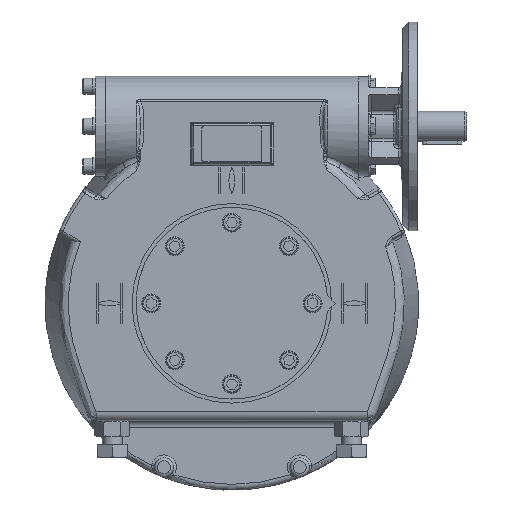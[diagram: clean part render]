
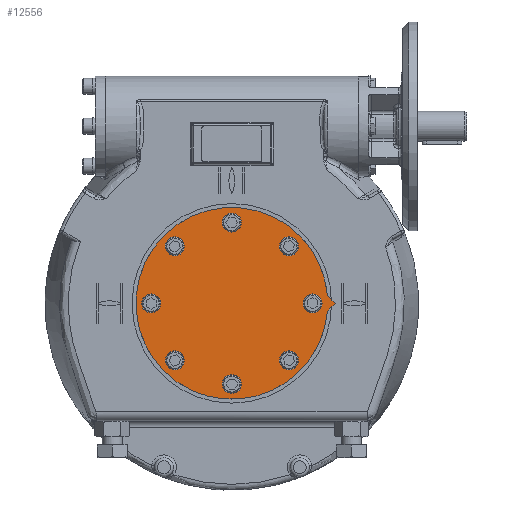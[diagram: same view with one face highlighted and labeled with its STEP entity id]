
A CAD part, top view. The second image highlights one B-rep face of the part: STEP entity #12556.
In plain terms, the highlighted planar face has unit normal (0, 0, 1).
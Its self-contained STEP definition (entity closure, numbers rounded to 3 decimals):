
#1408=CIRCLE('',#16021,96.25);
#1417=CIRCLE('',#16034,6.5);
#1418=CIRCLE('',#16035,6.5);
#1419=CIRCLE('',#16036,6.5);
#1420=CIRCLE('',#16037,6.5);
#1421=CIRCLE('',#16038,6.5);
#1422=CIRCLE('',#16039,6.5);
#1423=CIRCLE('',#16040,6.5);
#1424=CIRCLE('',#16041,6.5);
#4183=ORIENTED_EDGE('',*,*,#6442,.F.);
#4184=ORIENTED_EDGE('',*,*,#6443,.F.);
#4185=ORIENTED_EDGE('',*,*,#6444,.F.);
#4186=ORIENTED_EDGE('',*,*,#6445,.F.);
#4187=ORIENTED_EDGE('',*,*,#6446,.F.);
#4188=ORIENTED_EDGE('',*,*,#6447,.F.);
#4189=ORIENTED_EDGE('',*,*,#6448,.F.);
#4190=ORIENTED_EDGE('',*,*,#6449,.F.);
#4191=ORIENTED_EDGE('',*,*,#6427,.T.);
#4192=ORIENTED_EDGE('',*,*,#6431,.T.);
#4193=ORIENTED_EDGE('',*,*,#6433,.T.);
#6427=EDGE_CURVE('',#7899,#7898,#1408,.T.);
#6431=EDGE_CURVE('',#7898,#7901,#8677,.T.);
#6433=EDGE_CURVE('',#7901,#7899,#8679,.T.);
#6442=EDGE_CURVE('',#7910,#7910,#1417,.T.);
#6443=EDGE_CURVE('',#7911,#7911,#1418,.T.);
#6444=EDGE_CURVE('',#7912,#7912,#1419,.T.);
#6445=EDGE_CURVE('',#7913,#7913,#1420,.T.);
#6446=EDGE_CURVE('',#7914,#7914,#1421,.T.);
#6447=EDGE_CURVE('',#7915,#7915,#1422,.T.);
#6448=EDGE_CURVE('',#7916,#7916,#1423,.T.);
#6449=EDGE_CURVE('',#7917,#7917,#1424,.T.);
#7898=VERTEX_POINT('',#32561);
#7899=VERTEX_POINT('',#32563);
#7901=VERTEX_POINT('',#32569);
#7910=VERTEX_POINT('',#32593);
#7911=VERTEX_POINT('',#32595);
#7912=VERTEX_POINT('',#32597);
#7913=VERTEX_POINT('',#32599);
#7914=VERTEX_POINT('',#32601);
#7915=VERTEX_POINT('',#32603);
#7916=VERTEX_POINT('',#32605);
#7917=VERTEX_POINT('',#32607);
#8677=LINE('',#32570,#9327);
#8679=LINE('',#32573,#9329);
#9327=VECTOR('',#18863,1000.);
#9329=VECTOR('',#18867,1000.);
#10328=EDGE_LOOP('',(#4183));
#10329=EDGE_LOOP('',(#4184));
#10330=EDGE_LOOP('',(#4185));
#10331=EDGE_LOOP('',(#4186));
#10332=EDGE_LOOP('',(#4187));
#10333=EDGE_LOOP('',(#4188));
#10334=EDGE_LOOP('',(#4189));
#10335=EDGE_LOOP('',(#4190));
#10336=EDGE_LOOP('',(#4191,#4192,#4193));
#11396=FACE_BOUND('',#10328,.T.);
#11397=FACE_BOUND('',#10329,.T.);
#11398=FACE_BOUND('',#10330,.T.);
#11399=FACE_BOUND('',#10331,.T.);
#11400=FACE_BOUND('',#10332,.T.);
#11401=FACE_BOUND('',#10333,.T.);
#11402=FACE_BOUND('',#10334,.T.);
#11403=FACE_BOUND('',#10335,.T.);
#11404=FACE_BOUND('',#10336,.T.);
#11866=PLANE('',#16033);
#12556=ADVANCED_FACE('',(#11396,#11397,#11398,#11399,#11400,#11401,#11402,
#11403,#11404),#11866,.T.);
#16021=AXIS2_PLACEMENT_3D('',#32562,#18856,#18857);
#16033=AXIS2_PLACEMENT_3D('',#32591,#18886,#18887);
#16034=AXIS2_PLACEMENT_3D('',#32592,#18888,#18889);
#16035=AXIS2_PLACEMENT_3D('',#32594,#18890,#18891);
#16036=AXIS2_PLACEMENT_3D('',#32596,#18892,#18893);
#16037=AXIS2_PLACEMENT_3D('',#32598,#18894,#18895);
#16038=AXIS2_PLACEMENT_3D('',#32600,#18896,#18897);
#16039=AXIS2_PLACEMENT_3D('',#32602,#18898,#18899);
#16040=AXIS2_PLACEMENT_3D('',#32604,#18900,#18901);
#16041=AXIS2_PLACEMENT_3D('',#32606,#18902,#18903);
#18856=DIRECTION('',(0.,0.,1.));
#18857=DIRECTION('',(1.,0.,0.));
#18863=DIRECTION('',(0.707,0.707,0.));
#18867=DIRECTION('',(-0.707,0.707,0.));
#18886=DIRECTION('',(0.,0.,1.));
#18887=DIRECTION('',(1.,0.,0.));
#18888=DIRECTION('',(0.,0.,1.));
#18889=DIRECTION('',(0.707,0.707,0.));
#18890=DIRECTION('',(0.,0.,1.));
#18891=DIRECTION('',(0.,1.,0.));
#18892=DIRECTION('',(0.,0.,1.));
#18893=DIRECTION('',(-0.707,0.707,0.));
#18894=DIRECTION('',(0.,0.,1.));
#18895=DIRECTION('',(-1.,0.,0.));
#18896=DIRECTION('',(0.,0.,1.));
#18897=DIRECTION('',(-0.707,-0.707,0.));
#18898=DIRECTION('',(0.,0.,1.));
#18899=DIRECTION('',(0.,-1.,0.));
#18900=DIRECTION('',(0.,0.,1.));
#18901=DIRECTION('',(0.707,-0.707,0.));
#18902=DIRECTION('',(0.,0.,1.));
#18903=DIRECTION('',(1.,0.,0.));
#32561=CARTESIAN_POINT('',(95.932,-7.818,54.15));
#32562=CARTESIAN_POINT('',(0.,0.,54.15));
#32563=CARTESIAN_POINT('',(95.932,7.818,54.15));
#32569=CARTESIAN_POINT('',(103.75,0.,54.15));
#32570=CARTESIAN_POINT('',(95.932,-7.818,54.15));
#32573=CARTESIAN_POINT('',(103.75,0.,54.15));
#32591=CARTESIAN_POINT('',(0.,0.,54.15));
#32592=CARTESIAN_POINT('',(-57.276,57.276,54.15));
#32593=CARTESIAN_POINT('',(-52.679,61.872,54.15));
#32594=CARTESIAN_POINT('',(-81.,0.,54.15));
#32595=CARTESIAN_POINT('',(-81.,6.5,54.15));
#32596=CARTESIAN_POINT('',(-57.276,-57.276,54.15));
#32597=CARTESIAN_POINT('',(-61.872,-52.679,54.15));
#32598=CARTESIAN_POINT('',(0.,-81.,54.15));
#32599=CARTESIAN_POINT('',(-6.5,-81.,54.15));
#32600=CARTESIAN_POINT('',(57.276,-57.276,54.15));
#32601=CARTESIAN_POINT('',(52.679,-61.872,54.15));
#32602=CARTESIAN_POINT('',(81.,0.,54.15));
#32603=CARTESIAN_POINT('',(81.,-6.5,54.15));
#32604=CARTESIAN_POINT('',(57.276,57.276,54.15));
#32605=CARTESIAN_POINT('',(61.872,52.679,54.15));
#32606=CARTESIAN_POINT('',(0.,81.,54.15));
#32607=CARTESIAN_POINT('',(6.5,81.,54.15));
